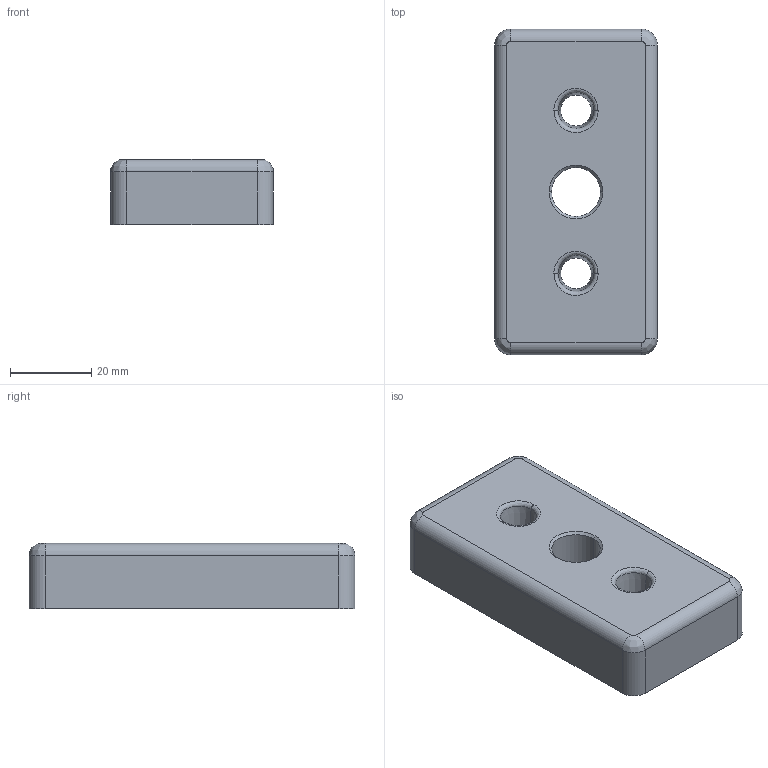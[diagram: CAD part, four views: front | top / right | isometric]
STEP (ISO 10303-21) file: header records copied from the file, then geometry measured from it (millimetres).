
FILE_DESCRIPTION (( 'STEP AP214' ), '1' );
FILE_NAME ('093t40801408s.STEP', '2014-09-05T10:51:00', ( '' ), ( '' ), 'SwSTEP 2.0', 'SolidWorks 2014', '' );
FILE_SCHEMA (( 'AUTOMOTIVE_DESIGN' ));
Length unit declared in the file: millimetre
Products named in the file (1): 093t40801408s
Bounding box: 40 x 80 x 16 mm (x, y, z)
Volume: 34626.8 mm3; surface area: 15393 mm2
Topology: 1 solids, 1 shells, 309 faces, 707 edges, 390 vertices
Faces by surface type: bspline 135, cylinder 120, plane 44, cone 10
Entity records: 14380 total; most frequent: CARTESIAN_POINT 4542, ORIENTED_EDGE 1374, DIRECTION 1350, EDGE_CURVE 687, AXIS2_PLACEMENT_3D 562, VERTEX_POINT 390, CIRCLE 387, EDGE_LOOP 325
